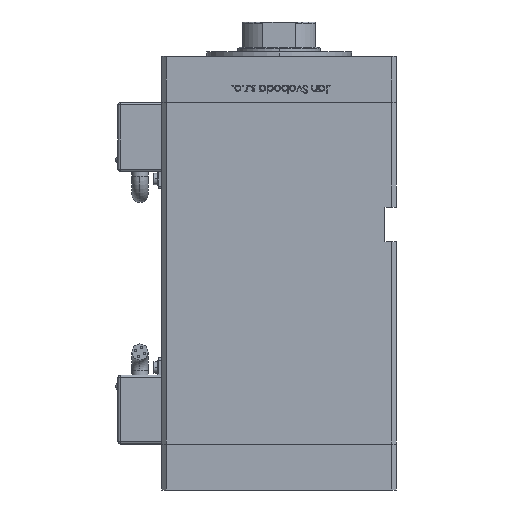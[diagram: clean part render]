
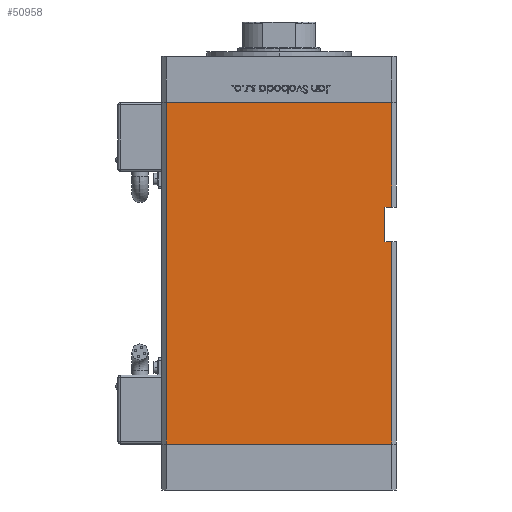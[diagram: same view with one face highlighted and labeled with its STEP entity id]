
A CAD part, left-side view. The second image highlights one B-rep face of the part: STEP entity #50958.
In plain terms, the highlighted planar face has unit normal (-1, 0, 0).
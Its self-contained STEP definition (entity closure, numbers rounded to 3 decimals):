
#799 = VERTEX_POINT ( 'NONE', #38030 ) ;
#1353 = CARTESIAN_POINT ( 'NONE',  ( -60., -46., 88. ) ) ;
#1560 = VECTOR ( 'NONE', #35721, 1000. ) ;
#2618 = LINE ( 'NONE', #19970, #4914 ) ;
#2642 = DIRECTION ( 'NONE',  ( 0., 0., -1. ) ) ;
#2658 = VERTEX_POINT ( 'NONE', #46480 ) ;
#2900 = DIRECTION ( 'NONE',  ( 0., 0., -1. ) ) ;
#3109 = LINE ( 'NONE', #24192, #10470 ) ;
#3211 = VERTEX_POINT ( 'NONE', #1353 ) ;
#3261 = CARTESIAN_POINT ( 'NONE',  ( -60., 49., 148.5 ) ) ;
#4914 = VECTOR ( 'NONE', #2900, 1000. ) ;
#5112 = EDGE_CURVE ( 'NONE', #9732, #2658, #40362, .T. ) ;
#5687 = ORIENTED_EDGE ( 'NONE', *, *, #32912, .F. ) ;
#6947 = EDGE_CURVE ( 'NONE', #53612, #18038, #30336, .T. ) ;
#8199 = ORIENTED_EDGE ( 'NONE', *, *, #11018, .T. ) ;
#8352 = CARTESIAN_POINT ( 'NONE',  ( -60., -46., 103. ) ) ;
#8992 = LINE ( 'NONE', #26346, #25008 ) ;
#9722 = CARTESIAN_POINT ( 'NONE',  ( -60., -46., 88. ) ) ;
#9732 = VERTEX_POINT ( 'NONE', #53626 ) ;
#10470 = VECTOR ( 'NONE', #29292, 1000. ) ;
#11018 = EDGE_CURVE ( 'NONE', #53612, #26106, #25100, .T. ) ;
#11529 = DIRECTION ( 'NONE',  ( 0., 1., 0. ) ) ;
#12635 = VECTOR ( 'NONE', #18249, 1000. ) ;
#13239 = CARTESIAN_POINT ( 'NONE',  ( -60., -46., 103. ) ) ;
#14547 = CARTESIAN_POINT ( 'NONE',  ( -60., 49., 0. ) ) ;
#15060 = VECTOR ( 'NONE', #43146, 1000. ) ;
#15656 = EDGE_CURVE ( 'NONE', #21025, #3211, #2618, .T. ) ;
#15960 = ORIENTED_EDGE ( 'NONE', *, *, #48335, .T. ) ;
#17494 = CARTESIAN_POINT ( 'NONE',  ( -60., -49., 148.5 ) ) ;
#18038 = VERTEX_POINT ( 'NONE', #17494 ) ;
#18103 = CARTESIAN_POINT ( 'NONE',  ( -60., 49., 148.5 ) ) ;
#18249 = DIRECTION ( 'NONE',  ( 0., -1., 0. ) ) ;
#18863 = ORIENTED_EDGE ( 'NONE', *, *, #6947, .F. ) ;
#19300 = DIRECTION ( 'NONE',  ( 0., 0., -1. ) ) ;
#19970 = CARTESIAN_POINT ( 'NONE',  ( -60., -46., 103. ) ) ;
#20554 = CARTESIAN_POINT ( 'NONE',  ( -60., 49., 148.5 ) ) ;
#21025 = VERTEX_POINT ( 'NONE', #8352 ) ;
#22300 = EDGE_CURVE ( 'NONE', #26106, #2658, #3109, .T. ) ;
#22761 = EDGE_CURVE ( 'NONE', #18038, #799, #8992, .T. ) ;
#24192 = CARTESIAN_POINT ( 'NONE',  ( -60., 49., 0. ) ) ;
#24858 = ORIENTED_EDGE ( 'NONE', *, *, #22300, .T. ) ;
#25008 = VECTOR ( 'NONE', #55657, 1000. ) ;
#25100 = LINE ( 'NONE', #20554, #33835 ) ;
#26106 = VERTEX_POINT ( 'NONE', #14547 ) ;
#26346 = CARTESIAN_POINT ( 'NONE',  ( -60., -49., 148.5 ) ) ;
#27438 = CARTESIAN_POINT ( 'NONE',  ( -60., 49., 148.5 ) ) ;
#29292 = DIRECTION ( 'NONE',  ( 0., -1., 0. ) ) ;
#30336 = LINE ( 'NONE', #18103, #15060 ) ;
#32912 = EDGE_CURVE ( 'NONE', #3211, #9732, #53518, .T. ) ;
#33146 = DIRECTION ( 'NONE',  ( 1., 0., 0. ) ) ;
#33707 = FACE_OUTER_BOUND ( 'NONE', #43254, .T. ) ;
#33835 = VECTOR ( 'NONE', #2642, 1000. ) ;
#35721 = DIRECTION ( 'NONE',  ( 0., -1., 0. ) ) ;
#36375 = CARTESIAN_POINT ( 'NONE',  ( -60., -49., 148.5 ) ) ;
#36636 = ORIENTED_EDGE ( 'NONE', *, *, #22761, .F. ) ;
#38030 = CARTESIAN_POINT ( 'NONE',  ( -60., -49., 103. ) ) ;
#39709 = LINE ( 'NONE', #13239, #1560 ) ;
#40362 = LINE ( 'NONE', #36375, #50875 ) ;
#42796 = PLANE ( 'NONE',  #55236 ) ;
#43146 = DIRECTION ( 'NONE',  ( 0., -1., 0. ) ) ;
#43254 = EDGE_LOOP ( 'NONE', ( #45738, #5687, #46610, #15960, #36636, #18863, #8199, #24858 ) ) ;
#45738 = ORIENTED_EDGE ( 'NONE', *, *, #5112, .F. ) ;
#46480 = CARTESIAN_POINT ( 'NONE',  ( -60., -49., 0. ) ) ;
#46610 = ORIENTED_EDGE ( 'NONE', *, *, #15656, .F. ) ;
#48335 = EDGE_CURVE ( 'NONE', #21025, #799, #39709, .T. ) ;
#50875 = VECTOR ( 'NONE', #19300, 1000. ) ;
#50958 = ADVANCED_FACE ( 'NONE', ( #33707 ), #42796, .F. ) ;
#53518 = LINE ( 'NONE', #9722, #12635 ) ;
#53612 = VERTEX_POINT ( 'NONE', #27438 ) ;
#53626 = CARTESIAN_POINT ( 'NONE',  ( -60., -49., 88. ) ) ;
#55236 = AXIS2_PLACEMENT_3D ( 'NONE', #3261, #33146, #11529 ) ;
#55657 = DIRECTION ( 'NONE',  ( 0., 0., -1. ) ) ;
